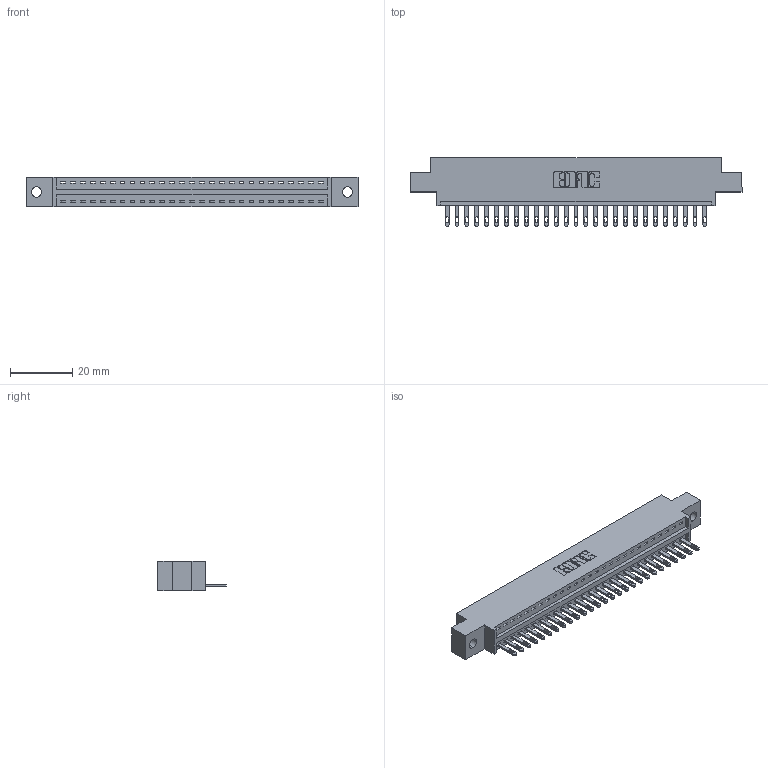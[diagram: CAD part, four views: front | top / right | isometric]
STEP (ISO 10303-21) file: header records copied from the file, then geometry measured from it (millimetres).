
FILE_DESCRIPTION (( 'STEP AP203' ), '1' );
FILE_NAME ('346-027-500-602.STEP', '2022-05-06T03:52:18', ( '' ), ( '' ), 'SwSTEP 2.0', 'SolidWorks 2020', '' );
FILE_SCHEMA (( 'CONFIG_CONTROL_DESIGN' ));
Length unit declared in the file: inch
Products named in the file (3): 345-292-001_345-293-100; 346 Part_0.170 Offset - 0.128 Dia; 346-027-500-602
Assembly tree (28 placements, depth 2):
  346-027-500-602
    346 Part_0.170 Offset - 0.128 Dia
    345-292-001_345-293-100  x27
Bounding box: 106.3 x 21.84 x 9.4 mm (x, y, z)
Volume: 9897.2 mm3; surface area: 12160.4 mm2
Topology: 28 solids, 28 shells, 1584 faces, 4877 edges, 3250 vertices
Faces by surface type: plane 998, cylinder 586
Entity records: 18841 total; most frequent: CARTESIAN_POINT 3241, ORIENTED_EDGE 3202, DIRECTION 2879, EDGE_CURVE 1601, VECTOR 1357, LINE 1357, VERTEX_POINT 1066, AXIS2_PLACEMENT_3D 761
